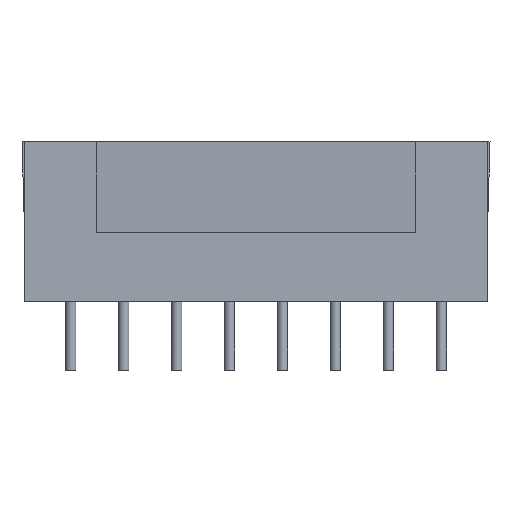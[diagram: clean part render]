
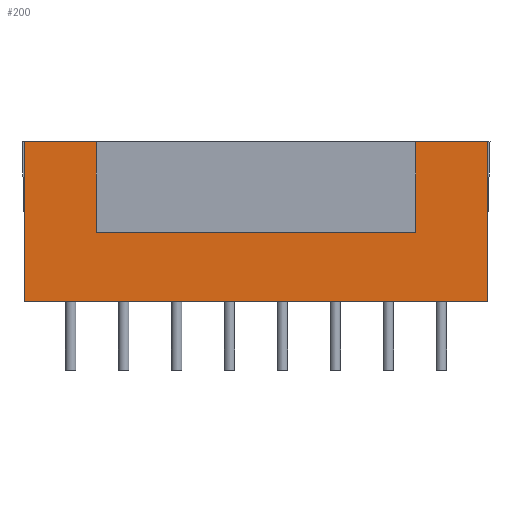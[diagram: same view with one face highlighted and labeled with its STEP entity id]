
A CAD part, front view. The second image highlights one B-rep face of the part: STEP entity #200.
In plain terms, the highlighted planar face has unit normal (0, -1, 0).
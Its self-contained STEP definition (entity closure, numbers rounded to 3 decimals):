
#200=ADVANCED_FACE('',(#1257),#1258,.T.);
#1257=FACE_OUTER_BOUND('',#3133,.T.);
#1258=PLANE('',#3134);
#3133=EDGE_LOOP('',(#6053,#6054,#6055,#6056,#6057,#6058,#6059,#6060));
#3134=AXIS2_PLACEMENT_3D('',#6061,#6062,#6063);
#6053=ORIENTED_EDGE('',*,*,#12985,.F.);
#6054=ORIENTED_EDGE('',*,*,#13263,.T.);
#6055=ORIENTED_EDGE('',*,*,#13269,.F.);
#6056=ORIENTED_EDGE('',*,*,#13270,.F.);
#6057=ORIENTED_EDGE('',*,*,#12989,.F.);
#6058=ORIENTED_EDGE('',*,*,#13271,.F.);
#6059=ORIENTED_EDGE('',*,*,#13272,.F.);
#6060=ORIENTED_EDGE('',*,*,#13273,.T.);
#6061=CARTESIAN_POINT('',(-11.1,-11.1,0.0));
#6062=DIRECTION('',(0.0,-1.0,0.0));
#6063=DIRECTION('',(0.0,0.0,-1.0));
#12985=EDGE_CURVE('',#16067,#16069,#16070,.T.);
#12989=EDGE_CURVE('',#16075,#16077,#16078,.T.);
#13263=EDGE_CURVE('',#16067,#16617,#16619,.T.);
#13269=EDGE_CURVE('',#16627,#16617,#16628,.T.);
#13270=EDGE_CURVE('',#16077,#16627,#16629,.T.);
#13271=EDGE_CURVE('',#16630,#16075,#16631,.T.);
#13272=EDGE_CURVE('',#16632,#16630,#16633,.T.);
#13273=EDGE_CURVE('',#16632,#16069,#16634,.T.);
#16067=VERTEX_POINT('',#20527);
#16069=VERTEX_POINT('',#20530);
#16070=LINE('',#20531,#20532);
#16075=VERTEX_POINT('',#20539);
#16077=VERTEX_POINT('',#20542);
#16078=LINE('',#20543,#20544);
#16617=VERTEX_POINT('',#21275);
#16619=LINE('',#21278,#21279);
#16627=VERTEX_POINT('',#21292);
#16628=LINE('',#21293,#21294);
#16629=LINE('',#21295,#21296);
#16630=VERTEX_POINT('',#21297);
#16631=LINE('',#21298,#21299);
#16632=VERTEX_POINT('',#21300);
#16633=LINE('',#21301,#21302);
#16634=LINE('',#21303,#21304);
#20527=CARTESIAN_POINT('',(-11.1,-11.1,0.0));
#20530=CARTESIAN_POINT('',(-7.675,-11.1,0.0));
#20531=CARTESIAN_POINT('',(-11.1,-11.1,0.0));
#20532=VECTOR('',#26137,3.425);
#20539=CARTESIAN_POINT('',(7.675,-11.1,0.0));
#20542=CARTESIAN_POINT('',(11.1,-11.1,0.0));
#20543=CARTESIAN_POINT('',(7.675,-11.1,0.0));
#20544=VECTOR('',#26141,3.425);
#21275=CARTESIAN_POINT('',(-11.1,-11.1,-7.66));
#21278=CARTESIAN_POINT('',(-11.1,-11.1,0.0));
#21279=VECTOR('',#26575,7.66);
#21292=CARTESIAN_POINT('',(11.1,-11.1,-7.66));
#21293=CARTESIAN_POINT('',(11.1,-11.1,-7.66));
#21294=VECTOR('',#26581,22.2);
#21295=CARTESIAN_POINT('',(11.1,-11.1,0.0));
#21296=VECTOR('',#26582,7.66);
#21297=CARTESIAN_POINT('',(7.675,-11.1,-4.35));
#21298=CARTESIAN_POINT('',(7.675,-11.1,-4.35));
#21299=VECTOR('',#26583,4.35);
#21300=CARTESIAN_POINT('',(-7.675,-11.1,-4.35));
#21301=CARTESIAN_POINT('',(-7.675,-11.1,-4.35));
#21302=VECTOR('',#26584,15.35);
#21303=CARTESIAN_POINT('',(-7.675,-11.1,-4.35));
#21304=VECTOR('',#26585,4.35);
#26137=DIRECTION('',(1.0,0.0,0.0));
#26141=DIRECTION('',(1.0,0.0,0.0));
#26575=DIRECTION('',(0.0,0.0,-1.0));
#26581=DIRECTION('',(-1.0,0.0,0.0));
#26582=DIRECTION('',(0.0,0.0,-1.0));
#26583=DIRECTION('',(0.0,0.0,1.0));
#26584=DIRECTION('',(1.0,0.0,0.0));
#26585=DIRECTION('',(0.0,0.0,1.0));
